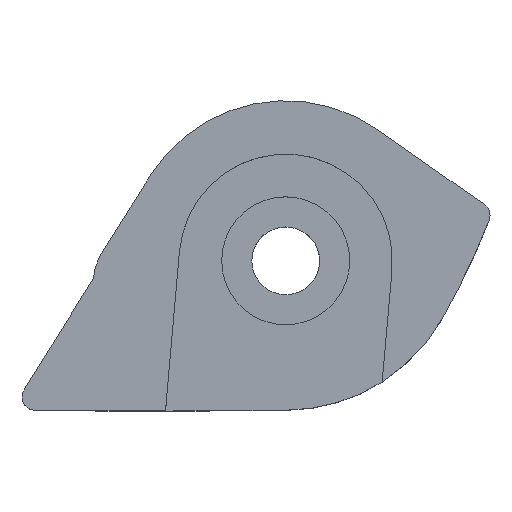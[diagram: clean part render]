
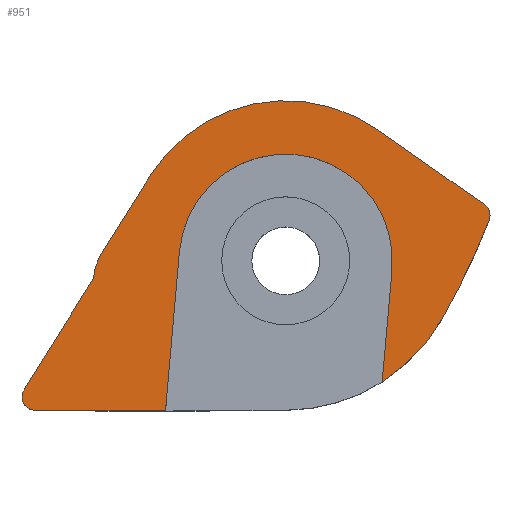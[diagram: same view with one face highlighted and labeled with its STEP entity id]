
A CAD part, top view. The second image highlights one B-rep face of the part: STEP entity #951.
In plain terms, the highlighted planar face has unit normal (0, 0, 1).
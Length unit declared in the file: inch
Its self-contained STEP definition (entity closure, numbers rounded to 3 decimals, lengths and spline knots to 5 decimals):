
#481=CARTESIAN_POINT('',(5.20961,-1.16555,0.));
#482=VERTEX_POINT('',#481);
#483=CARTESIAN_POINT('',(5.68972,-1.16783,0.));
#484=VERTEX_POINT('',#483);
#485=CARTESIAN_POINT('',(5.63659,38.20221,0.));
#486=DIRECTION('',(0.0,0.0,1.0));
#487=DIRECTION('',(1.0,0.0,0.0));
#488=AXIS2_PLACEMENT_3D('',#485,#486,#487);
#489=CIRCLE('',#488,39.37008);
#490=EDGE_CURVE('',#482,#484,#489,.T.);
#522=CARTESIAN_POINT('',(6.48951,-1.06062,0.));
#523=VERTEX_POINT('',#522);
#524=CARTESIAN_POINT('',(6.71325,-0.82396,0.));
#525=VERTEX_POINT('',#524);
#526=CARTESIAN_POINT('',(6.13195,-0.49847,0.));
#527=DIRECTION('',(0.0,0.0,1.0));
#528=DIRECTION('',(1.0,0.0,0.0));
#529=AXIS2_PLACEMENT_3D('',#526,#527,#528);
#530=CIRCLE('',#529,0.66623);
#531=EDGE_CURVE('',#523,#525,#530,.T.);
#588=CARTESIAN_POINT('',(6.88385,-0.46491,0.));
#589=VERTEX_POINT('',#588);
#596=CARTESIAN_POINT('',(4.11823,0.62905,0.));
#597=DIRECTION('',(0.0,0.0,1.0));
#598=DIRECTION('',(1.0,0.0,0.0));
#599=AXIS2_PLACEMENT_3D('',#596,#597,#598);
#600=CIRCLE('',#599,2.97411);
#601=EDGE_CURVE('',#525,#589,#600,.T.);
#629=CARTESIAN_POINT('',(6.86603,-0.40556,0.));
#630=VERTEX_POINT('',#629);
#637=CARTESIAN_POINT('',(6.83735,-0.44652,0.));
#638=DIRECTION('',(0.0,0.0,1.0));
#639=DIRECTION('',(1.0,0.0,0.0));
#640=AXIS2_PLACEMENT_3D('',#637,#638,#639);
#641=CIRCLE('',#640,0.05);
#642=EDGE_CURVE('',#589,#630,#641,.T.);
#661=CARTESIAN_POINT('',(6.47215,-0.12976,0.));
#662=VERTEX_POINT('',#661);
#669=CARTESIAN_POINT('',(6.47215,-0.12976,0.));
#670=DIRECTION('',(0.819,-0.574,0.0));
#671=VECTOR('',#670,1.);
#672=LINE('',#669,#671);
#673=EDGE_CURVE('',#662,#630,#672,.T.);
#693=CARTESIAN_POINT('',(5.6326,-0.30056,0.));
#694=VERTEX_POINT('',#693);
#701=CARTESIAN_POINT('',(6.13342,-0.61351,0.));
#702=DIRECTION('',(0.0,0.0,-1.0));
#703=DIRECTION('',(1.0,0.0,0.0));
#704=AXIS2_PLACEMENT_3D('',#701,#702,#703);
#705=CIRCLE('',#704,0.59055);
#706=EDGE_CURVE('',#694,#662,#705,.T.);
#725=CARTESIAN_POINT('',(5.45557,-0.58388,0.));
#726=VERTEX_POINT('',#725);
#733=CARTESIAN_POINT('',(5.45557,-0.58388,0.));
#734=DIRECTION('',(0.53,0.848,0.0));
#735=VECTOR('',#734,1.0);
#736=LINE('',#733,#735);
#737=EDGE_CURVE('',#726,#694,#736,.T.);
#757=CARTESIAN_POINT('',(5.42349,-0.6798,0.));
#758=VERTEX_POINT('',#757);
#765=CARTESIAN_POINT('',(5.6392,-0.69863,0.));
#766=DIRECTION('',(0.0,0.0,1.0));
#767=DIRECTION('',(1.0,0.0,0.0));
#768=AXIS2_PLACEMENT_3D('',#765,#766,#767);
#769=CIRCLE('',#768,0.21654);
#770=EDGE_CURVE('',#726,#758,#769,.T.);
#789=CARTESIAN_POINT('',(5.16775,-1.08906,0.));
#790=VERTEX_POINT('',#789);
#797=CARTESIAN_POINT('',(5.16775,-1.08906,0.));
#798=DIRECTION('',(0.53,0.848,0.0));
#799=VECTOR('',#798,1.);
#800=LINE('',#797,#799);
#801=EDGE_CURVE('',#790,#758,#800,.T.);
#836=CARTESIAN_POINT('',(5.21015,-1.11556,0.));
#837=DIRECTION('',(0.0,0.0,1.0));
#838=DIRECTION('',(1.0,0.0,0.0));
#839=AXIS2_PLACEMENT_3D('',#836,#837,#838);
#840=CIRCLE('',#839,0.05);
#841=EDGE_CURVE('',#790,#482,#840,.T.);
#911=CARTESIAN_POINT('',(5.63659,38.20221,0.));
#912=DIRECTION('',(0.0,0.0,1.0));
#913=DIRECTION('',(1.0,0.0,0.0));
#914=AXIS2_PLACEMENT_3D('',#911,#912,#913);
#915=PLANE('',#914);
#916=CARTESIAN_POINT('',(5.74122,-0.57919,0.));
#917=VERTEX_POINT('',#916);
#918=CARTESIAN_POINT('',(5.74122,-0.57919,0.));
#919=DIRECTION('',(-0.087,-0.996,0.0));
#920=VECTOR('',#919,1.);
#921=LINE('',#918,#920);
#922=EDGE_CURVE('',#917,#484,#921,.T.);
#923=ORIENTED_EDGE('',*,*,#922,.F.);
#924=CARTESIAN_POINT('',(6.52562,-0.64782,0.));
#925=VERTEX_POINT('',#924);
#926=CARTESIAN_POINT('',(6.13342,-0.61351,0.));
#927=DIRECTION('',(0.0,0.0,1.0));
#928=DIRECTION('',(1.0,0.0,0.0));
#929=AXIS2_PLACEMENT_3D('',#926,#927,#928);
#930=CIRCLE('',#929,0.3937);
#931=EDGE_CURVE('',#925,#917,#930,.T.);
#932=ORIENTED_EDGE('',*,*,#931,.F.);
#933=CARTESIAN_POINT('',(6.52562,-0.64782,0.));
#934=DIRECTION('',(-0.087,-0.996,0.0));
#935=VECTOR('',#934,1.);
#936=LINE('',#933,#935);
#937=EDGE_CURVE('',#925,#523,#936,.T.);
#938=ORIENTED_EDGE('',*,*,#937,.T.);
#939=ORIENTED_EDGE('',*,*,#531,.T.);
#940=ORIENTED_EDGE('',*,*,#601,.T.);
#941=ORIENTED_EDGE('',*,*,#642,.T.);
#942=ORIENTED_EDGE('',*,*,#673,.F.);
#943=ORIENTED_EDGE('',*,*,#706,.F.);
#944=ORIENTED_EDGE('',*,*,#737,.F.);
#945=ORIENTED_EDGE('',*,*,#770,.T.);
#946=ORIENTED_EDGE('',*,*,#801,.F.);
#947=ORIENTED_EDGE('',*,*,#841,.T.);
#948=ORIENTED_EDGE('',*,*,#490,.T.);
#949=EDGE_LOOP('',(#923,#932,#938,#939,#940,#941,#942,#943,#944,#945,#946,#947,#948));
#950=FACE_OUTER_BOUND('',#949,.T.);
#951=ADVANCED_FACE('',(#950),#915,.T.);
